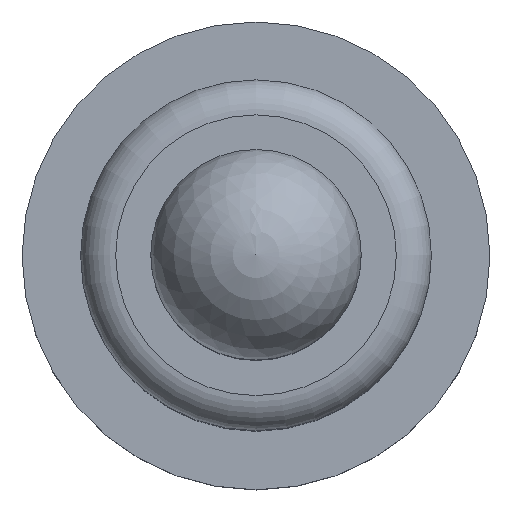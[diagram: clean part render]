
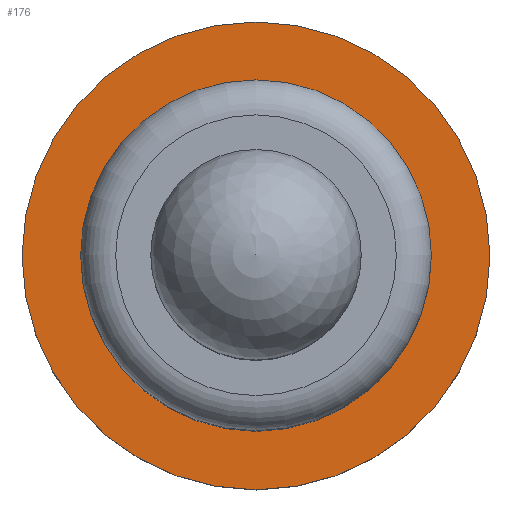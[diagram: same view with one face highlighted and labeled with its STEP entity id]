
A CAD part, top view. The second image highlights one B-rep face of the part: STEP entity #176.
In plain terms, the highlighted planar face has unit normal (0, 0, 1).
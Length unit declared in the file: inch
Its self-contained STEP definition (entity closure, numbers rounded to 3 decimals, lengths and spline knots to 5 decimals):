
#16=FACE_BOUND('',#50,.T.);
#20=PLANE('',#218);
#36=FACE_OUTER_BOUND('',#49,.T.);
#49=EDGE_LOOP('',(#158));
#50=EDGE_LOOP('',(#159));
#67=CIRCLE('',#196,0.02953);
#71=CIRCLE('',#201,0.03937);
#83=VERTEX_POINT('',#292);
#88=VERTEX_POINT('',#303);
#99=EDGE_CURVE('',#83,#83,#67,.T.);
#105=EDGE_CURVE('',#88,#88,#71,.T.);
#158=ORIENTED_EDGE('',*,*,#105,.F.);
#159=ORIENTED_EDGE('',*,*,#99,.F.);
#176=ADVANCED_FACE('',(#36,#16),#20,.F.);
#196=AXIS2_PLACEMENT_3D('',#293,#231,#232);
#201=AXIS2_PLACEMENT_3D('',#305,#243,#244);
#218=AXIS2_PLACEMENT_3D('',#332,#280,#281);
#231=DIRECTION('center_axis',(0.,0.,
1.));
#232=DIRECTION('ref_axis',(0.,-1.,0.));
#243=DIRECTION('center_axis',(0.,0.,
-1.));
#244=DIRECTION('ref_axis',(0.,-1.,0.));
#280=DIRECTION('center_axis',(0.,0.,
-1.));
#281=DIRECTION('ref_axis',(0.,-1.,0.));
#292=CARTESIAN_POINT('',(0.,0.02953,0.01969));
#293=CARTESIAN_POINT('Origin',(0.,0.,0.01969));
#303=CARTESIAN_POINT('',(0.,0.03937,0.01969));
#305=CARTESIAN_POINT('Origin',(0.,0.,0.01969));
#332=CARTESIAN_POINT('Origin',(0.,0.02953,
0.01969));
